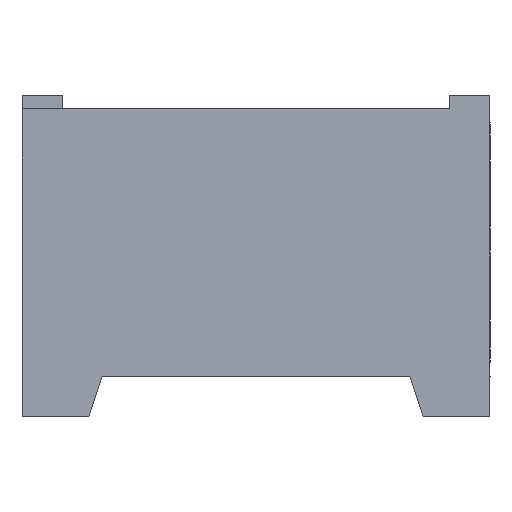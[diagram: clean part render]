
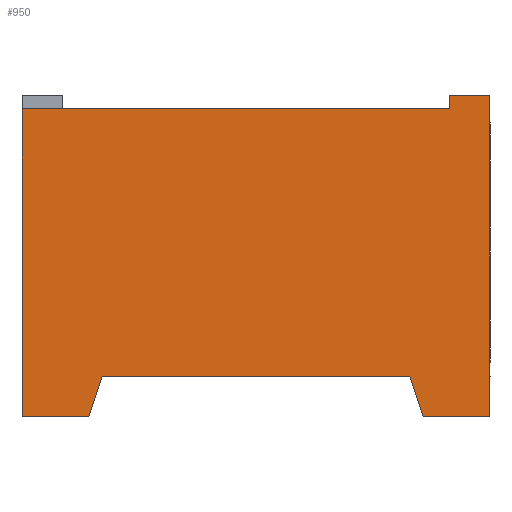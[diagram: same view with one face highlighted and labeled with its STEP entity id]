
A CAD part, front view. The second image highlights one B-rep face of the part: STEP entity #950.
In plain terms, the highlighted planar face has unit normal (0, -1, 0).
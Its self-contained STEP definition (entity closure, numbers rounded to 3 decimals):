
#37=PLANE('',#1023);
#89=FACE_OUTER_BOUND('',#154,.T.);
#154=EDGE_LOOP('',(#711,#712,#713,#714,#715,#716,#717,#718,#719,#720));
#219=LINE('',#1564,#326);
#220=LINE('',#1566,#327);
#221=LINE('',#1568,#328);
#222=LINE('',#1570,#329);
#223=LINE('',#1572,#330);
#224=LINE('',#1574,#331);
#225=LINE('',#1576,#332);
#226=LINE('',#1578,#333);
#227=LINE('',#1580,#334);
#228=LINE('',#1581,#335);
#326=VECTOR('',#1148,10.);
#327=VECTOR('',#1149,10.);
#328=VECTOR('',#1150,10.);
#329=VECTOR('',#1151,10.);
#330=VECTOR('',#1152,10.);
#331=VECTOR('',#1153,10.);
#332=VECTOR('',#1154,10.);
#333=VECTOR('',#1155,10.);
#334=VECTOR('',#1156,10.);
#335=VECTOR('',#1157,10.);
#464=VERTEX_POINT('',#1562);
#465=VERTEX_POINT('',#1563);
#466=VERTEX_POINT('',#1565);
#467=VERTEX_POINT('',#1567);
#468=VERTEX_POINT('',#1569);
#469=VERTEX_POINT('',#1571);
#470=VERTEX_POINT('',#1573);
#471=VERTEX_POINT('',#1575);
#472=VERTEX_POINT('',#1577);
#473=VERTEX_POINT('',#1579);
#559=EDGE_CURVE('',#464,#465,#219,.T.);
#560=EDGE_CURVE('',#466,#464,#220,.T.);
#561=EDGE_CURVE('',#467,#466,#221,.T.);
#562=EDGE_CURVE('',#468,#467,#222,.T.);
#563=EDGE_CURVE('',#468,#469,#223,.T.);
#564=EDGE_CURVE('',#470,#469,#224,.T.);
#565=EDGE_CURVE('',#470,#471,#225,.T.);
#566=EDGE_CURVE('',#472,#471,#226,.T.);
#567=EDGE_CURVE('',#473,#472,#227,.T.);
#568=EDGE_CURVE('',#465,#473,#228,.T.);
#711=ORIENTED_EDGE('',*,*,#559,.F.);
#712=ORIENTED_EDGE('',*,*,#560,.F.);
#713=ORIENTED_EDGE('',*,*,#561,.F.);
#714=ORIENTED_EDGE('',*,*,#562,.F.);
#715=ORIENTED_EDGE('',*,*,#563,.T.);
#716=ORIENTED_EDGE('',*,*,#564,.F.);
#717=ORIENTED_EDGE('',*,*,#565,.T.);
#718=ORIENTED_EDGE('',*,*,#566,.F.);
#719=ORIENTED_EDGE('',*,*,#567,.F.);
#720=ORIENTED_EDGE('',*,*,#568,.F.);
#950=ADVANCED_FACE('',(#89),#37,.F.);
#1023=AXIS2_PLACEMENT_3D('',#1561,#1146,#1147);
#1146=DIRECTION('center_axis',(0.,1.,0.));
#1147=DIRECTION('ref_axis',(0.,0.,-1.));
#1148=DIRECTION('',(-0.316,0.,0.949));
#1149=DIRECTION('',(-1.,0.,0.));
#1150=DIRECTION('',(0.,0.,-1.));
#1151=DIRECTION('',(1.,0.,0.));
#1152=DIRECTION('',(0.,0.,-1.));
#1153=DIRECTION('',(1.,0.,0.));
#1154=DIRECTION('',(0.,0.,-1.));
#1155=DIRECTION('',(-1.,0.,0.));
#1156=DIRECTION('',(-0.316,0.,-0.949));
#1157=DIRECTION('',(-1.,0.,0.));
#1561=CARTESIAN_POINT('Origin',(87.5,0.,50.));
#1562=CARTESIAN_POINT('',(150.,0.,-15.));
#1563=CARTESIAN_POINT('',(145.,0.,0.));
#1564=CARTESIAN_POINT('',(150.,0.,-15.));
#1565=CARTESIAN_POINT('',(175.,0.,-15.));
#1566=CARTESIAN_POINT('',(162.5,0.,-15.));
#1567=CARTESIAN_POINT('',(175.,0.,105.));
#1568=CARTESIAN_POINT('',(175.,0.,102.5));
#1569=CARTESIAN_POINT('',(160.,0.,105.));
#1570=CARTESIAN_POINT('',(167.5,0.,105.));
#1571=CARTESIAN_POINT('',(160.,0.,100.));
#1572=CARTESIAN_POINT('',(160.,0.,102.5));
#1573=CARTESIAN_POINT('',(0.,0.,100.));
#1574=CARTESIAN_POINT('',(87.5,0.,100.));
#1575=CARTESIAN_POINT('',(0.,0.,-15.));
#1576=CARTESIAN_POINT('',(0.,0.,50.));
#1577=CARTESIAN_POINT('',(25.,0.,-15.));
#1578=CARTESIAN_POINT('',(12.5,0.,-15.));
#1579=CARTESIAN_POINT('',(30.,0.,0.));
#1580=CARTESIAN_POINT('',(30.,0.,0.));
#1581=CARTESIAN_POINT('',(87.5,0.,0.));
